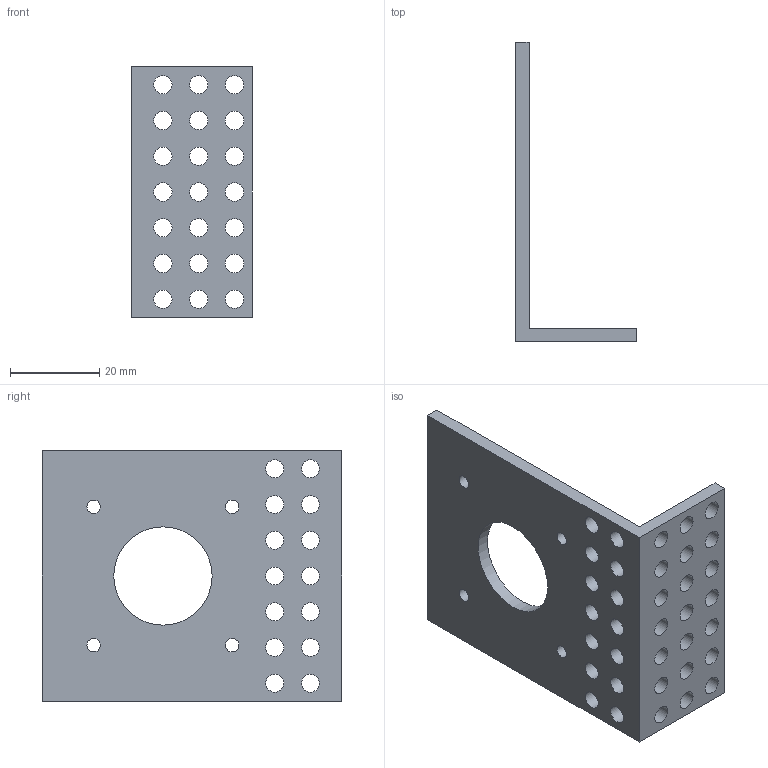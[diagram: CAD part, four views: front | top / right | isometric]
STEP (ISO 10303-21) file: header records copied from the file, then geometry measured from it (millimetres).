
FILE_DESCRIPTION( ( 'Unknown' ), '1' );
FILE_NAME( '42BYG Stepper Motor Bracket.stp', 'Unknown', ( 'Unknown' ), ( 'Unknown' ), 'PSStep 15.0.49', 'Unknown', ' ' );
FILE_SCHEMA( ( 'AUTOMOTIVE_DESIGN { 1 0 10303 214 1 1 1 1 }' ) );
Length unit declared in the file: millimetre
Products named in the file (1): __
Bounding box: 27 x 67 x 56 mm (x, y, z)
Volume: 12703.2 mm3; surface area: 11010.5 mm2
Topology: 1 solids, 1 shells, 48 faces, 138 edges, 92 vertices
Faces by surface type: cylinder 40, plane 8
Full cylindrical faces by diameter (mm): 3 x4, 4 x14, 4.1 x21, 22 x1
Entity records: 1982 total; most frequent: DIRECTION 276, CARTESIAN_POINT 239, ORIENTED_EDGE 196, EDGE_LOOP 168, AXIS2_PLACEMENT_3D 129, EDGE_CURVE 98, VERTEX_POINT 92, FACE_OUTER_BOUND 88
